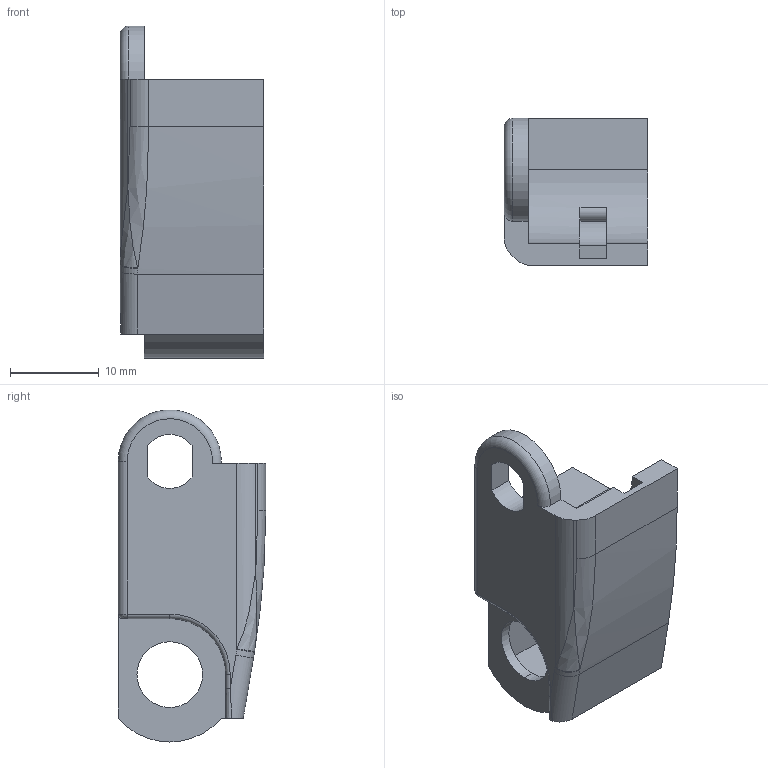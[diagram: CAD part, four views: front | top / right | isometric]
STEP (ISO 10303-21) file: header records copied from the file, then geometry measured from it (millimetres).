
FILE_DESCRIPTION((''),'2;1');
FILE_NAME('GLIED2_RECHTS','2025-07-13T12:35:11',('Mathias'),(''),'CREO PARAMETRIC BY PTC INC, 2023073','CREO PARAMETRIC BY PTC INC, 2023073','');
FILE_SCHEMA(('CONFIG_CONTROL_DESIGN'));
Length unit declared in the file: millimetre
Products named in the file (1): GLIED2_RECHTS
Bounding box: 16.2 x 16.6 x 37.38 mm (x, y, z)
Volume: 3330 mm3; surface area: 3329.1 mm2
Topology: 1 solids, 1 shells, 66 faces, 181 edges, 117 vertices
Faces by surface type: plane 35, cylinder 23, bspline 5, torus 3
Entity records: 2363 total; most frequent: CARTESIAN_POINT 626, ORIENTED_EDGE 362, DIRECTION 344, EDGE_CURVE 181, VECTOR 118, LINE 118, VERTEX_POINT 117, AXIS2_PLACEMENT_3D 113
